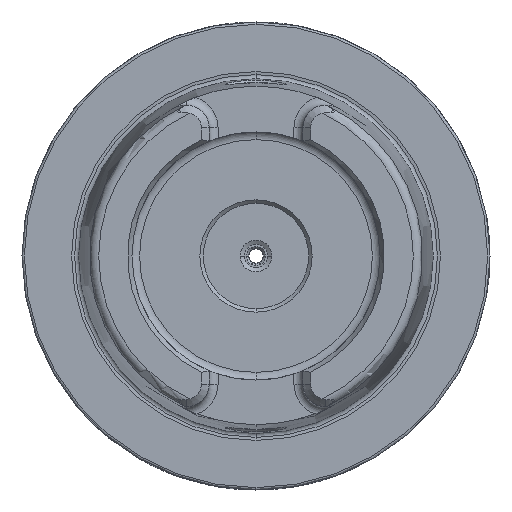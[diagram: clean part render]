
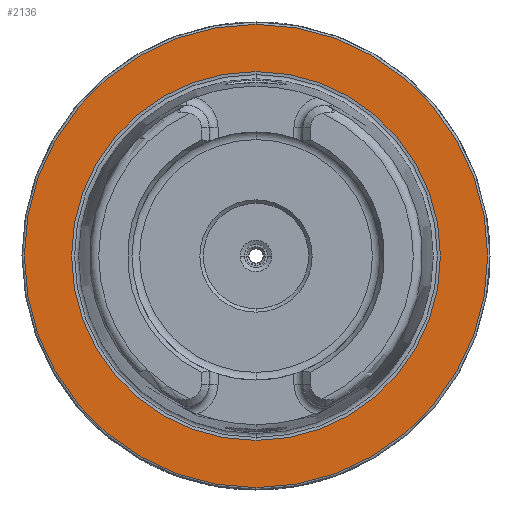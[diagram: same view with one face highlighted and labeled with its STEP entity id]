
A CAD part, left-side view. The second image highlights one B-rep face of the part: STEP entity #2136.
In plain terms, the highlighted planar face has unit normal (-1, 0, 0).
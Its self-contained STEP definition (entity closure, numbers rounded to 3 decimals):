
#431 = CARTESIAN_POINT ( 'NONE',  ( 0., 0., 0. ) ) ;
#433 = ORIENTED_EDGE ( 'NONE', *, *, #6723, .F. ) ;
#454 = ORIENTED_EDGE ( 'NONE', *, *, #6558, .T. ) ;
#1157 = DIRECTION ( 'NONE',  ( 0., 0., -1. ) ) ;
#1279 = DIRECTION ( 'NONE',  ( 0., 0., 1. ) ) ;
#1381 = VERTEX_POINT ( 'NONE', #9200 ) ;
#1419 = ORIENTED_EDGE ( 'NONE', *, *, #5104, .T. ) ;
#1561 = AXIS2_PLACEMENT_3D ( 'NONE', #9631, #4579, #10474 ) ;
#1654 = DIRECTION ( 'NONE',  ( -1., 0., 0. ) ) ;
#1764 = CIRCLE ( 'NONE', #6234, 49.5 ) ;
#2136 = ADVANCED_FACE ( 'NONE', ( #4176, #6374 ), #6020, .F. ) ;
#2148 = AXIS2_PLACEMENT_3D ( 'NONE', #4292, #10265, #1157 ) ;
#2713 = EDGE_LOOP ( 'NONE', ( #454, #1419 ) ) ;
#2791 = ORIENTED_EDGE ( 'NONE', *, *, #7063, .F. ) ;
#4176 = FACE_BOUND ( 'NONE', #4754, .T. ) ;
#4292 = CARTESIAN_POINT ( 'NONE',  ( 0., 49.5, 0. ) ) ;
#4294 = DIRECTION ( 'NONE',  ( -1., 0., 0. ) ) ;
#4579 = DIRECTION ( 'NONE',  ( -1., 0., 0. ) ) ;
#4754 = EDGE_LOOP ( 'NONE', ( #2791, #433 ) ) ;
#5104 = EDGE_CURVE ( 'NONE', #10467, #1381, #7522, .T. ) ;
#5608 = VERTEX_POINT ( 'NONE', #10084 ) ;
#6020 = PLANE ( 'NONE',  #2148 ) ;
#6234 = AXIS2_PLACEMENT_3D ( 'NONE', #9339, #4294, #10182 ) ;
#6270 = DIRECTION ( 'NONE',  ( -1., 0., 0. ) ) ;
#6374 = FACE_OUTER_BOUND ( 'NONE', #2713, .T. ) ;
#6551 = CIRCLE ( 'NONE', #1561, 39.405 ) ;
#6558 = EDGE_CURVE ( 'NONE', #1381, #10467, #1764, .T. ) ;
#6633 = CARTESIAN_POINT ( 'NONE',  ( 0., 0., 0. ) ) ;
#6714 = AXIS2_PLACEMENT_3D ( 'NONE', #6633, #1654, #7487 ) ;
#6723 = EDGE_CURVE ( 'NONE', #10050, #5608, #6551, .T. ) ;
#6756 = CARTESIAN_POINT ( 'NONE',  ( 0., 0., -49.5 ) ) ;
#7063 = EDGE_CURVE ( 'NONE', #5608, #10050, #7489, .T. ) ;
#7487 = DIRECTION ( 'NONE',  ( 0., 0., 1. ) ) ;
#7489 = CIRCLE ( 'NONE', #10002, 39.405 ) ;
#7522 = CIRCLE ( 'NONE', #6714, 49.5 ) ;
#7967 = CARTESIAN_POINT ( 'NONE',  ( 0., 0., -39.405 ) ) ;
#9200 = CARTESIAN_POINT ( 'NONE',  ( 0., 0., 49.5 ) ) ;
#9339 = CARTESIAN_POINT ( 'NONE',  ( 0., 0., 0. ) ) ;
#9631 = CARTESIAN_POINT ( 'NONE',  ( 0., 0., 0. ) ) ;
#10002 = AXIS2_PLACEMENT_3D ( 'NONE', #431, #6270, #1279 ) ;
#10050 = VERTEX_POINT ( 'NONE', #7967 ) ;
#10084 = CARTESIAN_POINT ( 'NONE',  ( 0., 0., 39.405 ) ) ;
#10182 = DIRECTION ( 'NONE',  ( 0., 0., 1. ) ) ;
#10265 = DIRECTION ( 'NONE',  ( 1., 0., 0. ) ) ;
#10467 = VERTEX_POINT ( 'NONE', #6756 ) ;
#10474 = DIRECTION ( 'NONE',  ( 0., 0., 1. ) ) ;
